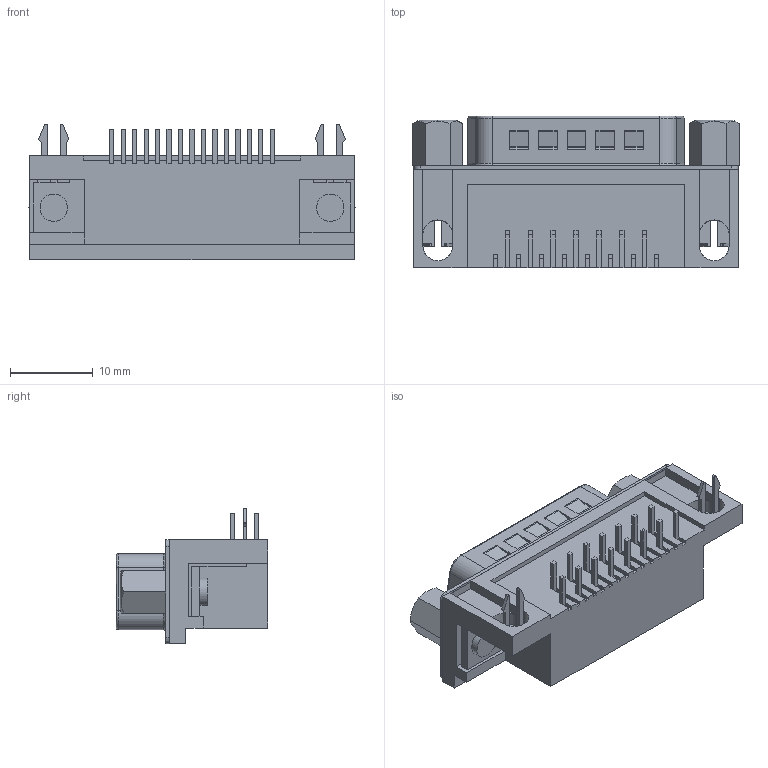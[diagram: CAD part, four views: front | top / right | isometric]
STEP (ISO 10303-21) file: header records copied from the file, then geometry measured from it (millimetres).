
FILE_DESCRIPTION (( 'STEP AP214' ), '1' );
FILE_NAME ('SD15P-RA-PC.STEP', '2011-05-03T19:36:06', ( 'x' ), ( 'Microsoft' ), 'SwSTEP 2.0', 'SolidWorks 2010', '' );
FILE_SCHEMA (( 'AUTOMOTIVE_DESIGN' ));
Length unit declared in the file: inch
Products named in the file (1): SD15P-RA-PC
Bounding box: 39.32 x 18.3 x 16.35 mm (x, y, z)
Volume: 4522.7 mm3; surface area: 4150.7 mm2
Topology: 1 solids, 3 shells, 570 faces, 1603 edges, 1028 vertices
Faces by surface type: plane 413, cylinder 130, bspline 23, torus 4
Entity records: 18666 total; most frequent: CARTESIAN_POINT 3703, ORIENTED_EDGE 3146, DIRECTION 2979, EDGE_CURVE 1573, LINE 1215, VECTOR 1215, VERTEX_POINT 1028, AXIS2_PLACEMENT_3D 882
